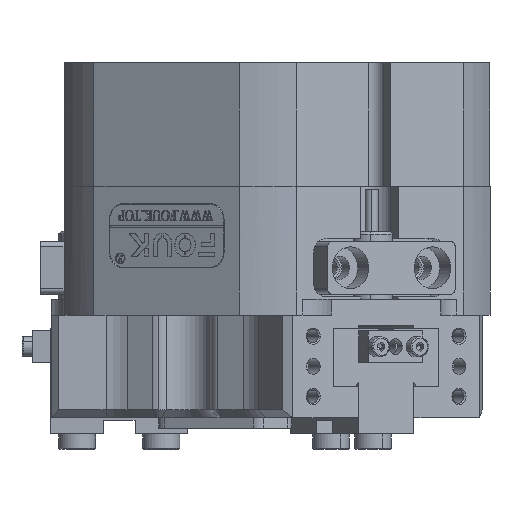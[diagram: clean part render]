
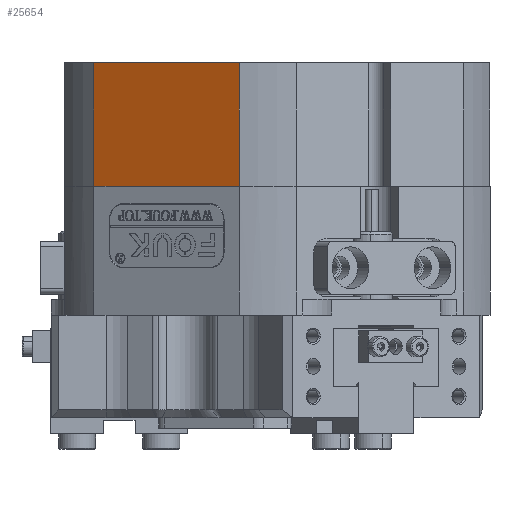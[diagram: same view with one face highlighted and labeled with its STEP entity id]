
A CAD part, front view. The second image highlights one B-rep face of the part: STEP entity #25654.
In plain terms, the highlighted face is planar.
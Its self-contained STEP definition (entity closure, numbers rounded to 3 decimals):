
#3518 = DIRECTION ( 'NONE',  ( -0.866, 0.5, 0. ) ) ;
#3938 = VERTEX_POINT ( 'NONE', #25123 ) ;
#5175 = ORIENTED_EDGE ( 'NONE', *, *, #25198, .F. ) ;
#5270 = EDGE_LOOP ( 'NONE', ( #36761, #5175, #24229, #33443 ) ) ;
#5468 = CARTESIAN_POINT ( 'NONE',  ( 27.523, -34.329, 23. ) ) ;
#6156 = LINE ( 'NONE', #43136, #9890 ) ;
#7223 = LINE ( 'NONE', #25916, #18885 ) ;
#8347 = LINE ( 'NONE', #34078, #17876 ) ;
#8907 = VERTEX_POINT ( 'NONE', #5468 ) ;
#9749 = DIRECTION ( 'NONE',  ( -0.5, -0.866, 0. ) ) ;
#9890 = VECTOR ( 'NONE', #12567, 1000. ) ;
#10440 = PLANE ( 'NONE',  #36437 ) ;
#12567 = DIRECTION ( 'NONE',  ( 0.5, 0.866, 0. ) ) ;
#12987 = CARTESIAN_POINT ( 'NONE',  ( 43.491, -6.671, -0.5 ) ) ;
#13760 = FACE_OUTER_BOUND ( 'NONE', #5270, .T. ) ;
#14946 = VECTOR ( 'NONE', #9749, 1000. ) ;
#16808 = EDGE_CURVE ( 'NONE', #19583, #32611, #8347, .T. ) ;
#17876 = VECTOR ( 'NONE', #23898, 1000. ) ;
#18885 = VECTOR ( 'NONE', #28881, 1000. ) ;
#19171 = LINE ( 'NONE', #12987, #14946 ) ;
#19583 = VERTEX_POINT ( 'NONE', #23332 ) ;
#23332 = CARTESIAN_POINT ( 'NONE',  ( 43.491, -6.671, -0.5 ) ) ;
#23898 = DIRECTION ( 'NONE',  ( 0., 0., 1. ) ) ;
#24229 = ORIENTED_EDGE ( 'NONE', *, *, #30113, .T. ) ;
#25123 = CARTESIAN_POINT ( 'NONE',  ( 27.523, -34.329, -0.5 ) ) ;
#25198 = EDGE_CURVE ( 'NONE', #8907, #32611, #6156, .T. ) ;
#25654 = ADVANCED_FACE ( 'NONE', ( #13760 ), #10440, .F. ) ;
#25916 = CARTESIAN_POINT ( 'NONE',  ( 27.523, -34.329, 23. ) ) ;
#27173 = CARTESIAN_POINT ( 'NONE',  ( 21.827, -44.195, 23.001 ) ) ;
#27475 = DIRECTION ( 'NONE',  ( -0.5, -0.866, 0. ) ) ;
#28881 = DIRECTION ( 'NONE',  ( 0., 0., -1. ) ) ;
#30113 = EDGE_CURVE ( 'NONE', #8907, #3938, #7223, .T. ) ;
#32611 = VERTEX_POINT ( 'NONE', #40179 ) ;
#33443 = ORIENTED_EDGE ( 'NONE', *, *, #36788, .F. ) ;
#34078 = CARTESIAN_POINT ( 'NONE',  ( 43.491, -6.671, 23. ) ) ;
#36437 = AXIS2_PLACEMENT_3D ( 'NONE', #27173, #3518, #27475 ) ;
#36761 = ORIENTED_EDGE ( 'NONE', *, *, #16808, .T. ) ;
#36788 = EDGE_CURVE ( 'NONE', #19583, #3938, #19171, .T. ) ;
#40179 = CARTESIAN_POINT ( 'NONE',  ( 43.491, -6.671, 23. ) ) ;
#43136 = CARTESIAN_POINT ( 'NONE',  ( 21.827, -44.195, 23. ) ) ;
